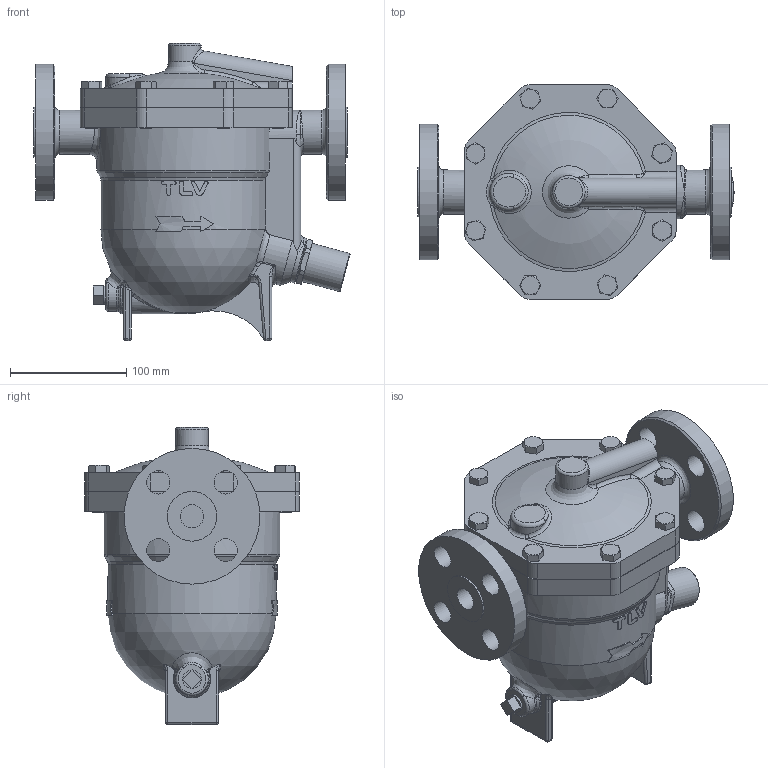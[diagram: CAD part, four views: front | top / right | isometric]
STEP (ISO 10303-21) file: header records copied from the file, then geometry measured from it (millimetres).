
FILE_DESCRIPTION((''),'2;1');
FILE_NAME('ja700-020-a0300-00.stp','2010-11-11T15:02:47',('nakaot'),(''),'Autodesk Inventor 2008','Autodesk Inventor 2008','');
FILE_SCHEMA(('AUTOMOTIVE_DESIGN { 1 0 10303 214 1 1 1 1 }'));
Length unit declared in the file: millimetre
Products named in the file (1): ja700-020-a0300-00
Bounding box: 272.4 x 185 x 256 mm (x, y, z)
Volume: 4056764.9 mm3; surface area: 256066 mm2
Topology: 1 solids, 1 shells, 448 faces, 1099 edges, 670 vertices
Faces by surface type: plane 154, bspline 130, cylinder 90, cone 57, sphere 10, torus 7
Full cylindrical faces by diameter (mm): 10 x16, 20 x5, 28 x1, 34 x1, 38 x2, 40 x1, 117 x1, 150 x1
Entity records: 27169 total; most frequent: CARTESIAN_POINT 17889, ORIENTED_EDGE 2018, DIRECTION 1673, EDGE_CURVE 1009, AXIS2_PLACEMENT_3D 681, VERTEX_POINT 655, EDGE_LOOP 572, FACE_OUTER_BOUND 448
